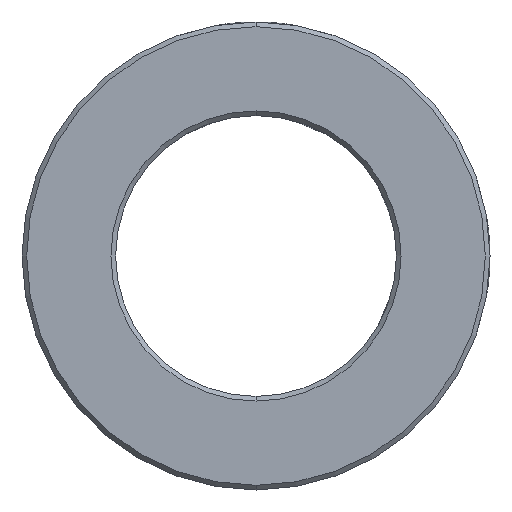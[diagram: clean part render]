
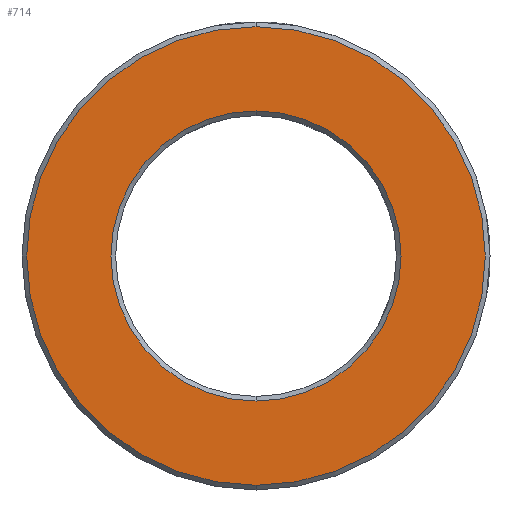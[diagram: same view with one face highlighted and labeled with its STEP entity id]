
A CAD part, front view. The second image highlights one B-rep face of the part: STEP entity #714.
In plain terms, the highlighted planar face has unit normal (0, -1, 0).
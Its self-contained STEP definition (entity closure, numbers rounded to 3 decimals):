
#7 = AXIS2_PLACEMENT_3D ( 'NONE', #484, #562, #489 ) ;
#15 = ORIENTED_EDGE ( 'NONE', *, *, #441, .T. ) ;
#19 = DIRECTION ( 'NONE',  ( 0., 0., 1. ) ) ;
#71 = CIRCLE ( 'NONE', #193, 7.75 ) ;
#92 = DIRECTION ( 'NONE',  ( 0., 1., 0. ) ) ;
#96 = DIRECTION ( 'NONE',  ( 0., 0., 1. ) ) ;
#98 = AXIS2_PLACEMENT_3D ( 'NONE', #759, #92, #96 ) ;
#145 = VERTEX_POINT ( 'NONE', #250 ) ;
#166 = CARTESIAN_POINT ( 'NONE',  ( 0., 0., 0. ) ) ;
#179 = ORIENTED_EDGE ( 'NONE', *, *, #913, .T. ) ;
#189 = FACE_OUTER_BOUND ( 'NONE', #918, .T. ) ;
#193 = AXIS2_PLACEMENT_3D ( 'NONE', #784, #788, #947 ) ;
#198 = PLANE ( 'NONE',  #7 ) ;
#213 = CARTESIAN_POINT ( 'NONE',  ( 0., 0., 0. ) ) ;
#245 = VERTEX_POINT ( 'NONE', #321 ) ;
#250 = CARTESIAN_POINT ( 'NONE',  ( 0., 0., 12.25 ) ) ;
#251 = CIRCLE ( 'NONE', #879, 12.25 ) ;
#260 = FACE_BOUND ( 'NONE', #506, .T. ) ;
#321 = CARTESIAN_POINT ( 'NONE',  ( 0., 0., -12.25 ) ) ;
#353 = DIRECTION ( 'NONE',  ( 0., 0., 1. ) ) ;
#359 = CARTESIAN_POINT ( 'NONE',  ( 0., 0., 7.75 ) ) ;
#394 = ORIENTED_EDGE ( 'NONE', *, *, #584, .T. ) ;
#401 = DIRECTION ( 'NONE',  ( 0., -1., 0. ) ) ;
#437 = ORIENTED_EDGE ( 'NONE', *, *, #883, .T. ) ;
#441 = EDGE_CURVE ( 'NONE', #245, #145, #800, .T. ) ;
#474 = VERTEX_POINT ( 'NONE', #359 ) ;
#484 = CARTESIAN_POINT ( 'NONE',  ( 0., 0., 0. ) ) ;
#489 = DIRECTION ( 'NONE',  ( 0., 0., 1. ) ) ;
#506 = EDGE_LOOP ( 'NONE', ( #394, #437 ) ) ;
#562 = DIRECTION ( 'NONE',  ( 0., 1., 0. ) ) ;
#584 = EDGE_CURVE ( 'NONE', #935, #474, #71, .T. ) ;
#637 = DIRECTION ( 'NONE',  ( 0., -1., 0. ) ) ;
#699 = AXIS2_PLACEMENT_3D ( 'NONE', #213, #637, #353 ) ;
#714 = ADVANCED_FACE ( 'NONE', ( #260, #189 ), #198, .F. ) ;
#759 = CARTESIAN_POINT ( 'NONE',  ( 0., 0., 0. ) ) ;
#767 = CARTESIAN_POINT ( 'NONE',  ( 0., 0., -7.75 ) ) ;
#784 = CARTESIAN_POINT ( 'NONE',  ( 0., 0., 0. ) ) ;
#788 = DIRECTION ( 'NONE',  ( 0., 1., 0. ) ) ;
#800 = CIRCLE ( 'NONE', #699, 12.25 ) ;
#879 = AXIS2_PLACEMENT_3D ( 'NONE', #166, #401, #19 ) ;
#883 = EDGE_CURVE ( 'NONE', #474, #935, #965, .T. ) ;
#913 = EDGE_CURVE ( 'NONE', #145, #245, #251, .T. ) ;
#918 = EDGE_LOOP ( 'NONE', ( #179, #15 ) ) ;
#935 = VERTEX_POINT ( 'NONE', #767 ) ;
#947 = DIRECTION ( 'NONE',  ( 0., 0., 1. ) ) ;
#965 = CIRCLE ( 'NONE', #98, 7.75 ) ;
